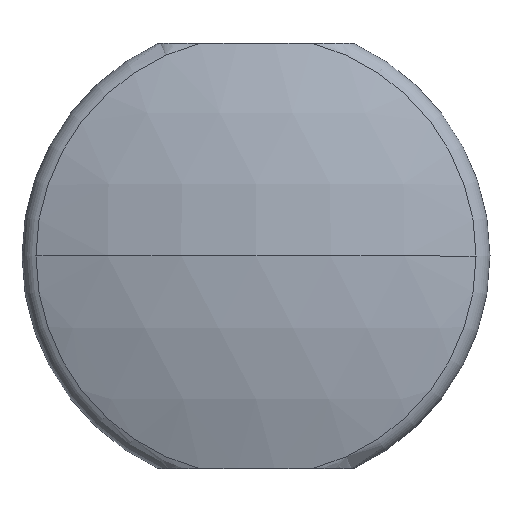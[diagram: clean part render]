
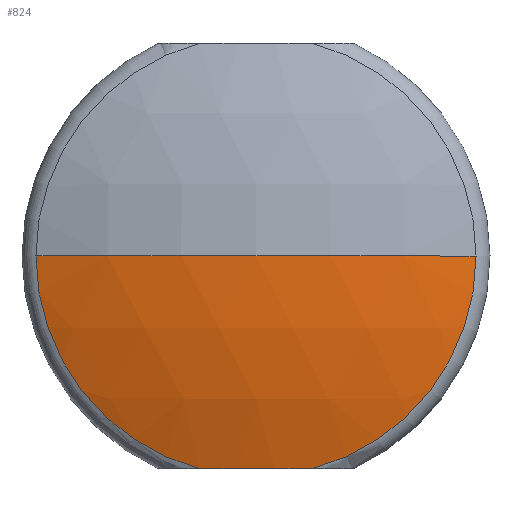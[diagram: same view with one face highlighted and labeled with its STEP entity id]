
A CAD part, left-side view. The second image highlights one B-rep face of the part: STEP entity #824.
In plain terms, the highlighted spherical face has radius 15 mm.
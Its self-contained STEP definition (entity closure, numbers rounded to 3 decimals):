
#33 = SPHERICAL_SURFACE ( 'NONE', #1370, 15. ) ;
#96 = DIRECTION ( 'NONE',  ( 0., 0., -1. ) ) ;
#107 = CARTESIAN_POINT ( 'NONE',  ( 12.5, 0., 0. ) ) ;
#122 = DIRECTION ( 'NONE',  ( -1., 0., 0. ) ) ;
#131 = AXIS2_PLACEMENT_3D ( 'NONE', #289, #122, #1581 ) ;
#136 = ORIENTED_EDGE ( 'NONE', *, *, #1607, .F. ) ;
#137 = CARTESIAN_POINT ( 'NONE',  ( -1.58, 5.172, 0. ) ) ;
#148 = ORIENTED_EDGE ( 'NONE', *, *, #582, .T. ) ;
#163 = FACE_OUTER_BOUND ( 'NONE', #1198, .T. ) ;
#169 = VERTEX_POINT ( 'NONE', #992 ) ;
#207 = CIRCLE ( 'NONE', #220, 15. ) ;
#220 = AXIS2_PLACEMENT_3D ( 'NONE', #1101, #932, #763 ) ;
#259 = CARTESIAN_POINT ( 'NONE',  ( 12.5, 0., 0. ) ) ;
#289 = CARTESIAN_POINT ( 'NONE',  ( -1.58, 0., 0. ) ) ;
#323 = DIRECTION ( 'NONE',  ( 0., 1., 0. ) ) ;
#330 = CIRCLE ( 'NONE', #478, 5.172 ) ;
#355 = EDGE_CURVE ( 'NONE', #1314, #749, #446, .T. ) ;
#386 = AXIS2_PLACEMENT_3D ( 'NONE', #107, #1402, #1227 ) ;
#441 = ORIENTED_EDGE ( 'NONE', *, *, #355, .T. ) ;
#446 = CIRCLE ( 'NONE', #386, 15. ) ;
#478 = AXIS2_PLACEMENT_3D ( 'NONE', #1015, #847, #680 ) ;
#483 = DIRECTION ( 'NONE',  ( 0., 0., -1. ) ) ;
#544 = ORIENTED_EDGE ( 'NONE', *, *, #1072, .T. ) ;
#582 = EDGE_CURVE ( 'NONE', #1456, #1595, #330, .T. ) ;
#649 = CARTESIAN_POINT ( 'NONE',  ( 12.5, 0., -5. ) ) ;
#680 = DIRECTION ( 'NONE',  ( 0., 0., 1. ) ) ;
#749 = VERTEX_POINT ( 'NONE', #1342 ) ;
#763 = DIRECTION ( 'NONE',  ( 1., 0., 0. ) ) ;
#824 = ADVANCED_FACE ( 'NONE', ( #163 ), #33, .T. ) ;
#847 = DIRECTION ( 'NONE',  ( -1., 0., 0. ) ) ;
#932 = DIRECTION ( 'NONE',  ( 0., 0., 1. ) ) ;
#992 = CARTESIAN_POINT ( 'NONE',  ( -1.58, -1.324, -5. ) ) ;
#1015 = CARTESIAN_POINT ( 'NONE',  ( -1.58, 0., 0. ) ) ;
#1072 = EDGE_CURVE ( 'NONE', #169, #1314, #1580, .T. ) ;
#1101 = CARTESIAN_POINT ( 'NONE',  ( 12.5, 0., 0. ) ) ;
#1132 = EDGE_CURVE ( 'NONE', #1456, #749, #207, .T. ) ;
#1151 = ORIENTED_EDGE ( 'NONE', *, *, #1132, .F. ) ;
#1198 = EDGE_LOOP ( 'NONE', ( #544, #441, #1151, #148, #136 ) ) ;
#1227 = DIRECTION ( 'NONE',  ( 0., 1., 0. ) ) ;
#1314 = VERTEX_POINT ( 'NONE', #1472 ) ;
#1325 = CARTESIAN_POINT ( 'NONE',  ( -1.58, 1.324, -5. ) ) ;
#1342 = CARTESIAN_POINT ( 'NONE',  ( -2.5, 0., 0. ) ) ;
#1365 = AXIS2_PLACEMENT_3D ( 'NONE', #649, #483, #323 ) ;
#1370 = AXIS2_PLACEMENT_3D ( 'NONE', #259, #96, #1552 ) ;
#1402 = DIRECTION ( 'NONE',  ( 0., 0., -1. ) ) ;
#1456 = VERTEX_POINT ( 'NONE', #137 ) ;
#1472 = CARTESIAN_POINT ( 'NONE',  ( -1.58, -5.172, 0. ) ) ;
#1551 = CIRCLE ( 'NONE', #1365, 14.142 ) ;
#1552 = DIRECTION ( 'NONE',  ( 0., 1., 0. ) ) ;
#1580 = CIRCLE ( 'NONE', #131, 5.172 ) ;
#1581 = DIRECTION ( 'NONE',  ( 0., 0., 1. ) ) ;
#1595 = VERTEX_POINT ( 'NONE', #1325 ) ;
#1607 = EDGE_CURVE ( 'NONE', #169, #1595, #1551, .T. ) ;
